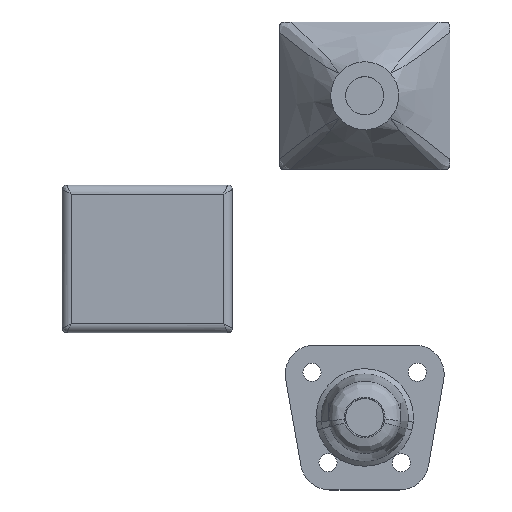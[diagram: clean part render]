
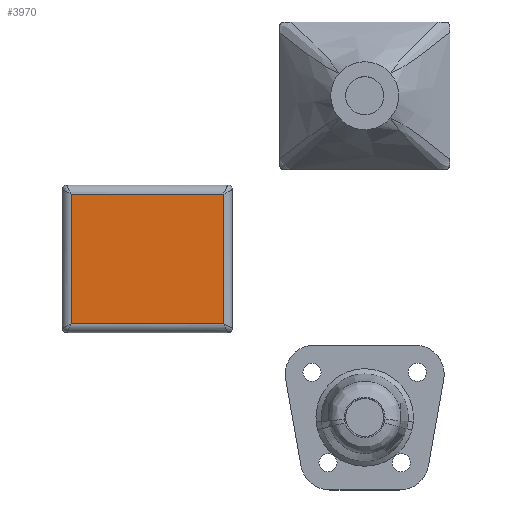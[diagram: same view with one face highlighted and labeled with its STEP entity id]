
A CAD part, top view. The second image highlights one B-rep face of the part: STEP entity #3970.
In plain terms, the highlighted planar face has unit normal (0, 0, 1).
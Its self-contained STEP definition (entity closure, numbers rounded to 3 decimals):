
#156=PLANE('',#4205);
#507=LINE('',#8172,#861);
#509=LINE('',#8175,#863);
#511=LINE('',#8178,#865);
#513=LINE('',#8181,#867);
#861=VECTOR('',#4831,10.);
#863=VECTOR('',#4835,10.);
#865=VECTOR('',#4839,10.);
#867=VECTOR('',#4843,10.);
#1162=FACE_OUTER_BOUND('',#1411,.T.);
#1411=EDGE_LOOP('',(#3525,#3526,#3527,#3528));
#1920=VERTEX_POINT('',#8061);
#1923=VERTEX_POINT('',#8097);
#1926=VERTEX_POINT('',#8133);
#1928=VERTEX_POINT('',#8168);
#2461=EDGE_CURVE('',#1920,#1928,#507,.T.);
#2463=EDGE_CURVE('',#1928,#1926,#509,.T.);
#2465=EDGE_CURVE('',#1926,#1923,#511,.T.);
#2467=EDGE_CURVE('',#1923,#1920,#513,.T.);
#3525=ORIENTED_EDGE('',*,*,#2461,.F.);
#3526=ORIENTED_EDGE('',*,*,#2467,.F.);
#3527=ORIENTED_EDGE('',*,*,#2465,.F.);
#3528=ORIENTED_EDGE('',*,*,#2463,.F.);
#3970=ADVANCED_FACE('',(#1162),#156,.T.);
#4205=AXIS2_PLACEMENT_3D('',#8195,#4860,#4861);
#4831=DIRECTION('',(0.,1.,0.));
#4835=DIRECTION('',(1.,0.,0.));
#4839=DIRECTION('',(0.,-1.,0.));
#4843=DIRECTION('',(-1.,0.,0.));
#4860=DIRECTION('center_axis',(0.,0.,1.));
#4861=DIRECTION('ref_axis',(1.,0.,0.));
#8061=CARTESIAN_POINT('',(-16.8,-14.3,0.4));
#8097=CARTESIAN_POINT('',(16.8,-14.3,0.4));
#8133=CARTESIAN_POINT('',(16.8,14.3,0.4));
#8168=CARTESIAN_POINT('',(-16.8,14.3,0.4));
#8172=CARTESIAN_POINT('',(-16.8,8.15,0.4));
#8175=CARTESIAN_POINT('',(9.4,14.3,0.4));
#8178=CARTESIAN_POINT('',(16.8,-8.15,0.4));
#8181=CARTESIAN_POINT('',(-9.4,-14.3,0.4));
#8195=CARTESIAN_POINT('Origin',(0.,0.,
0.4));
